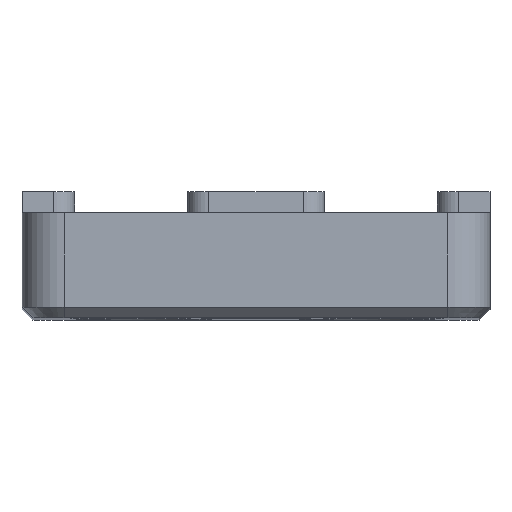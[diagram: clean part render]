
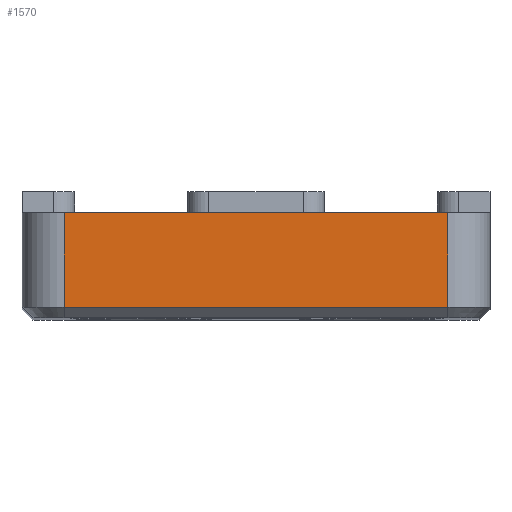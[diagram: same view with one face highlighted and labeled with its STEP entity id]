
A CAD part, top view. The second image highlights one B-rep face of the part: STEP entity #1570.
In plain terms, the highlighted planar face has unit normal (0, 0, 1).
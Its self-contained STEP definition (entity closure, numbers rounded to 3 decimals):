
#44 = CYLINDRICAL_SURFACE('',#45,2.);
#45 = AXIS2_PLACEMENT_3D('',#46,#47,#48);
#46 = CARTESIAN_POINT('',(2.,0.,48.75));
#47 = DIRECTION('',(0.,-1.,0.));
#48 = DIRECTION('',(-1.,0.,0.));
#128 = PLANE('',#129);
#129 = AXIS2_PLACEMENT_3D('',#130,#131,#132);
#130 = CARTESIAN_POINT('',(11.12,0.,
    16.991));
#131 = DIRECTION('',(0.,1.,0.));
#132 = DIRECTION('',(0.,0.,1.));
#194 = VERTEX_POINT('',#195);
#195 = CARTESIAN_POINT('',(2.,0.,50.75));
#217 = EDGE_CURVE('',#194,#218,#220,.T.);
#218 = VERTEX_POINT('',#219);
#219 = CARTESIAN_POINT('',(2.,-4.5,50.75));
#220 = SURFACE_CURVE('',#221,(#225,#232),.PCURVE_S1.);
#221 = LINE('',#222,#223);
#222 = CARTESIAN_POINT('',(2.,0.,50.75));
#223 = VECTOR('',#224,1.);
#224 = DIRECTION('',(0.,-1.,0.));
#225 = PCURVE('',#44,#226);
#226 = DEFINITIONAL_REPRESENTATION('',(#227),#231);
#227 = LINE('',#228,#229);
#228 = CARTESIAN_POINT('',(-1.571,0.));
#229 = VECTOR('',#230,1.);
#230 = DIRECTION('',(-0.,1.));
#231 = ( GEOMETRIC_REPRESENTATION_CONTEXT(2) 
PARAMETRIC_REPRESENTATION_CONTEXT() REPRESENTATION_CONTEXT('2D SPACE',''
  ) );
#232 = PCURVE('',#233,#238);
#233 = PLANE('',#234);
#234 = AXIS2_PLACEMENT_3D('',#235,#236,#237);
#235 = CARTESIAN_POINT('',(22.254,0.,50.75));
#236 = DIRECTION('',(0.,0.,-1.));
#237 = DIRECTION('',(-1.,0.,0.));
#238 = DEFINITIONAL_REPRESENTATION('',(#239),#243);
#239 = LINE('',#240,#241);
#240 = CARTESIAN_POINT('',(20.254,0.));
#241 = VECTOR('',#242,1.);
#242 = DIRECTION('',(0.,-1.));
#243 = ( GEOMETRIC_REPRESENTATION_CONTEXT(2) 
PARAMETRIC_REPRESENTATION_CONTEXT() REPRESENTATION_CONTEXT('2D SPACE',''
  ) );
#358 = EDGE_CURVE('',#359,#194,#361,.T.);
#359 = VERTEX_POINT('',#360);
#360 = CARTESIAN_POINT('',(20.254,0.,50.75));
#361 = SURFACE_CURVE('',#362,(#366,#373),.PCURVE_S1.);
#362 = LINE('',#363,#364);
#363 = CARTESIAN_POINT('',(22.254,0.,50.75));
#364 = VECTOR('',#365,1.);
#365 = DIRECTION('',(-1.,0.,0.));
#366 = PCURVE('',#128,#367);
#367 = DEFINITIONAL_REPRESENTATION('',(#368),#372);
#368 = LINE('',#369,#370);
#369 = CARTESIAN_POINT('',(33.759,11.134));
#370 = VECTOR('',#371,1.);
#371 = DIRECTION('',(-0.,-1.));
#372 = ( GEOMETRIC_REPRESENTATION_CONTEXT(2) 
PARAMETRIC_REPRESENTATION_CONTEXT() REPRESENTATION_CONTEXT('2D SPACE',''
  ) );
#373 = PCURVE('',#233,#374);
#374 = DEFINITIONAL_REPRESENTATION('',(#375),#379);
#375 = LINE('',#376,#377);
#376 = CARTESIAN_POINT('',(0.,0.));
#377 = VECTOR('',#378,1.);
#378 = DIRECTION('',(1.,0.));
#379 = ( GEOMETRIC_REPRESENTATION_CONTEXT(2) 
PARAMETRIC_REPRESENTATION_CONTEXT() REPRESENTATION_CONTEXT('2D SPACE',''
  ) );
#398 = CYLINDRICAL_SURFACE('',#399,2.);
#399 = AXIS2_PLACEMENT_3D('',#400,#401,#402);
#400 = CARTESIAN_POINT('',(20.254,0.,48.75));
#401 = DIRECTION('',(0.,-1.,0.));
#402 = DIRECTION('',(0.,0.,1.));
#1531 = PLANE('',#1532);
#1532 = AXIS2_PLACEMENT_3D('',#1533,#1534,#1535);
#1533 = CARTESIAN_POINT('',(20.254,-4.75,50.5));
#1534 = DIRECTION('',(0.,-0.707,0.707));
#1535 = DIRECTION('',(-1.,-0.,0.));
#1570 = ADVANCED_FACE('',(#1571),#233,.F.);
#1571 = FACE_BOUND('',#1572,.F.);
#1572 = EDGE_LOOP('',(#1573,#1596,#1617,#1618));
#1573 = ORIENTED_EDGE('',*,*,#1574,.T.);
#1574 = EDGE_CURVE('',#359,#1575,#1577,.T.);
#1575 = VERTEX_POINT('',#1576);
#1576 = CARTESIAN_POINT('',(20.254,-4.5,50.75));
#1577 = SURFACE_CURVE('',#1578,(#1582,#1589),.PCURVE_S1.);
#1578 = LINE('',#1579,#1580);
#1579 = CARTESIAN_POINT('',(20.254,0.,50.75));
#1580 = VECTOR('',#1581,1.);
#1581 = DIRECTION('',(0.,-1.,0.));
#1582 = PCURVE('',#233,#1583);
#1583 = DEFINITIONAL_REPRESENTATION('',(#1584),#1588);
#1584 = LINE('',#1585,#1586);
#1585 = CARTESIAN_POINT('',(2.,0.));
#1586 = VECTOR('',#1587,1.);
#1587 = DIRECTION('',(0.,-1.));
#1588 = ( GEOMETRIC_REPRESENTATION_CONTEXT(2) 
PARAMETRIC_REPRESENTATION_CONTEXT() REPRESENTATION_CONTEXT('2D SPACE',''
  ) );
#1589 = PCURVE('',#398,#1590);
#1590 = DEFINITIONAL_REPRESENTATION('',(#1591),#1595);
#1591 = LINE('',#1592,#1593);
#1592 = CARTESIAN_POINT('',(-0.,0.));
#1593 = VECTOR('',#1594,1.);
#1594 = DIRECTION('',(-0.,1.));
#1595 = ( GEOMETRIC_REPRESENTATION_CONTEXT(2) 
PARAMETRIC_REPRESENTATION_CONTEXT() REPRESENTATION_CONTEXT('2D SPACE',''
  ) );
#1596 = ORIENTED_EDGE('',*,*,#1597,.T.);
#1597 = EDGE_CURVE('',#1575,#218,#1598,.T.);
#1598 = SURFACE_CURVE('',#1599,(#1603,#1610),.PCURVE_S1.);
#1599 = LINE('',#1600,#1601);
#1600 = CARTESIAN_POINT('',(20.254,-4.5,50.75));
#1601 = VECTOR('',#1602,1.);
#1602 = DIRECTION('',(-1.,-0.,0.));
#1603 = PCURVE('',#233,#1604);
#1604 = DEFINITIONAL_REPRESENTATION('',(#1605),#1609);
#1605 = LINE('',#1606,#1607);
#1606 = CARTESIAN_POINT('',(2.,-4.5));
#1607 = VECTOR('',#1608,1.);
#1608 = DIRECTION('',(1.,0.));
#1609 = ( GEOMETRIC_REPRESENTATION_CONTEXT(2) 
PARAMETRIC_REPRESENTATION_CONTEXT() REPRESENTATION_CONTEXT('2D SPACE',''
  ) );
#1610 = PCURVE('',#1531,#1611);
#1611 = DEFINITIONAL_REPRESENTATION('',(#1612),#1616);
#1612 = LINE('',#1613,#1614);
#1613 = CARTESIAN_POINT('',(0.,-0.354));
#1614 = VECTOR('',#1615,1.);
#1615 = DIRECTION('',(1.,-0.));
#1616 = ( GEOMETRIC_REPRESENTATION_CONTEXT(2) 
PARAMETRIC_REPRESENTATION_CONTEXT() REPRESENTATION_CONTEXT('2D SPACE',''
  ) );
#1617 = ORIENTED_EDGE('',*,*,#217,.F.);
#1618 = ORIENTED_EDGE('',*,*,#358,.F.);
